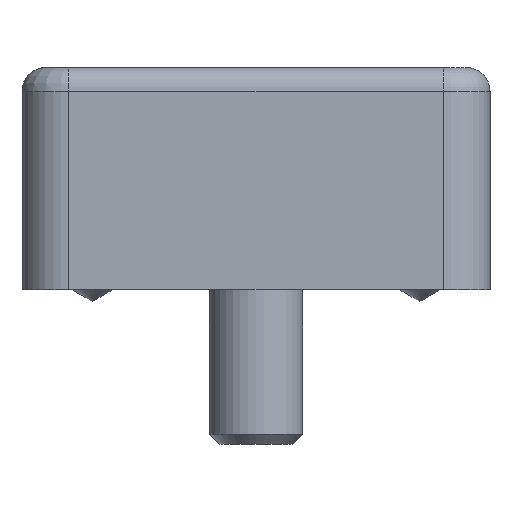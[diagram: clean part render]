
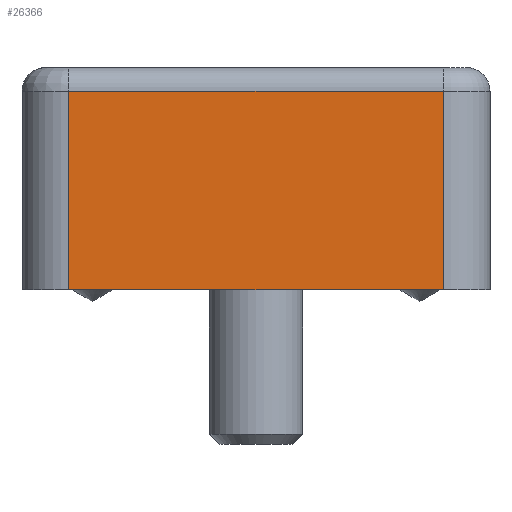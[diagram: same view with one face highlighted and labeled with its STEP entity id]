
A CAD part, front view. The second image highlights one B-rep face of the part: STEP entity #26366.
In plain terms, the highlighted face is planar.
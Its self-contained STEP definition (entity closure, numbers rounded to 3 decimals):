
#22065 = PLANE('',#22066);
#22066 = AXIS2_PLACEMENT_3D('',#22067,#22068,#22069);
#22067 = CARTESIAN_POINT('',(-44.5,0.,8.));
#22068 = DIRECTION('',(0.,1.,0.));
#22069 = DIRECTION('',(0.,-0.,1.));
#22093 = CYLINDRICAL_SURFACE('',#22094,2.);
#22094 = AXIS2_PLACEMENT_3D('',#22095,#22096,#22097);
#22095 = CARTESIAN_POINT('',(-44.5,9.5,-8.));
#22096 = DIRECTION('',(0.,-1.,0.));
#22097 = DIRECTION('',(0.,0.,-1.));
#22787 = CYLINDRICAL_SURFACE('',#22788,1.);
#22788 = AXIS2_PLACEMENT_3D('',#22789,#22790,#22791);
#22789 = CARTESIAN_POINT('',(-45.5,8.5,8.));
#22790 = DIRECTION('',(0.,0.,-1.));
#22791 = DIRECTION('',(-1.,0.,0.));
#26366 = ADVANCED_FACE('',(#26367),#26381,.F.);
#26367 = FACE_BOUND('',#26368,.T.);
#26368 = EDGE_LOOP('',(#26369,#26404,#26427,#26450));
#26369 = ORIENTED_EDGE('',*,*,#26370,.F.);
#26370 = EDGE_CURVE('',#26371,#26373,#26375,.T.);
#26371 = VERTEX_POINT('',#26372);
#26372 = CARTESIAN_POINT('',(-46.5,8.5,8.));
#26373 = VERTEX_POINT('',#26374);
#26374 = CARTESIAN_POINT('',(-46.5,0.,8.));
#26375 = SURFACE_CURVE('',#26376,(#26380,#26392),.PCURVE_S1.);
#26376 = LINE('',#26377,#26378);
#26377 = CARTESIAN_POINT('',(-46.5,9.5,8.));
#26378 = VECTOR('',#26379,1.);
#26379 = DIRECTION('',(0.,-1.,0.));
#26380 = PCURVE('',#26381,#26386);
#26381 = PLANE('',#26382);
#26382 = AXIS2_PLACEMENT_3D('',#26383,#26384,#26385);
#26383 = CARTESIAN_POINT('',(-46.5,9.5,-8.));
#26384 = DIRECTION('',(1.,0.,0.));
#26385 = DIRECTION('',(0.,0.,-1.));
#26386 = DEFINITIONAL_REPRESENTATION('',(#26387),#26391);
#26387 = LINE('',#26388,#26389);
#26388 = CARTESIAN_POINT('',(-16.,0.));
#26389 = VECTOR('',#26390,1.);
#26390 = DIRECTION('',(0.,-1.));
#26391 = ( GEOMETRIC_REPRESENTATION_CONTEXT(2) 
PARAMETRIC_REPRESENTATION_CONTEXT() REPRESENTATION_CONTEXT('2D SPACE',''
  ) );
#26392 = PCURVE('',#26393,#26398);
#26393 = CYLINDRICAL_SURFACE('',#26394,2.);
#26394 = AXIS2_PLACEMENT_3D('',#26395,#26396,#26397);
#26395 = CARTESIAN_POINT('',(-44.5,9.5,8.));
#26396 = DIRECTION('',(0.,-1.,0.));
#26397 = DIRECTION('',(0.,0.,-1.));
#26398 = DEFINITIONAL_REPRESENTATION('',(#26399),#26403);
#26399 = LINE('',#26400,#26401);
#26400 = CARTESIAN_POINT('',(4.712,0.));
#26401 = VECTOR('',#26402,1.);
#26402 = DIRECTION('',(0.,1.));
#26403 = ( GEOMETRIC_REPRESENTATION_CONTEXT(2) 
PARAMETRIC_REPRESENTATION_CONTEXT() REPRESENTATION_CONTEXT('2D SPACE',''
  ) );
#26404 = ORIENTED_EDGE('',*,*,#26405,.F.);
#26405 = EDGE_CURVE('',#26406,#26371,#26408,.T.);
#26406 = VERTEX_POINT('',#26407);
#26407 = CARTESIAN_POINT('',(-46.5,8.5,-8.));
#26408 = SURFACE_CURVE('',#26409,(#26413,#26420),.PCURVE_S1.);
#26409 = LINE('',#26410,#26411);
#26410 = CARTESIAN_POINT('',(-46.5,8.5,-8.));
#26411 = VECTOR('',#26412,1.);
#26412 = DIRECTION('',(0.,0.,1.));
#26413 = PCURVE('',#26381,#26414);
#26414 = DEFINITIONAL_REPRESENTATION('',(#26415),#26419);
#26415 = LINE('',#26416,#26417);
#26416 = CARTESIAN_POINT('',(0.,-1.));
#26417 = VECTOR('',#26418,1.);
#26418 = DIRECTION('',(-1.,0.));
#26419 = ( GEOMETRIC_REPRESENTATION_CONTEXT(2) 
PARAMETRIC_REPRESENTATION_CONTEXT() REPRESENTATION_CONTEXT('2D SPACE',''
  ) );
#26420 = PCURVE('',#22787,#26421);
#26421 = DEFINITIONAL_REPRESENTATION('',(#26422),#26426);
#26422 = LINE('',#26423,#26424);
#26423 = CARTESIAN_POINT('',(0.,16.));
#26424 = VECTOR('',#26425,1.);
#26425 = DIRECTION('',(0.,-1.));
#26426 = ( GEOMETRIC_REPRESENTATION_CONTEXT(2) 
PARAMETRIC_REPRESENTATION_CONTEXT() REPRESENTATION_CONTEXT('2D SPACE',''
  ) );
#26427 = ORIENTED_EDGE('',*,*,#26428,.T.);
#26428 = EDGE_CURVE('',#26406,#26429,#26431,.T.);
#26429 = VERTEX_POINT('',#26430);
#26430 = CARTESIAN_POINT('',(-46.5,0.,-8.));
#26431 = SURFACE_CURVE('',#26432,(#26436,#26443),.PCURVE_S1.);
#26432 = LINE('',#26433,#26434);
#26433 = CARTESIAN_POINT('',(-46.5,9.5,-8.));
#26434 = VECTOR('',#26435,1.);
#26435 = DIRECTION('',(0.,-1.,0.));
#26436 = PCURVE('',#26381,#26437);
#26437 = DEFINITIONAL_REPRESENTATION('',(#26438),#26442);
#26438 = LINE('',#26439,#26440);
#26439 = CARTESIAN_POINT('',(0.,0.));
#26440 = VECTOR('',#26441,1.);
#26441 = DIRECTION('',(0.,-1.));
#26442 = ( GEOMETRIC_REPRESENTATION_CONTEXT(2) 
PARAMETRIC_REPRESENTATION_CONTEXT() REPRESENTATION_CONTEXT('2D SPACE',''
  ) );
#26443 = PCURVE('',#22093,#26444);
#26444 = DEFINITIONAL_REPRESENTATION('',(#26445),#26449);
#26445 = LINE('',#26446,#26447);
#26446 = CARTESIAN_POINT('',(4.712,0.));
#26447 = VECTOR('',#26448,1.);
#26448 = DIRECTION('',(0.,1.));
#26449 = ( GEOMETRIC_REPRESENTATION_CONTEXT(2) 
PARAMETRIC_REPRESENTATION_CONTEXT() REPRESENTATION_CONTEXT('2D SPACE',''
  ) );
#26450 = ORIENTED_EDGE('',*,*,#26451,.T.);
#26451 = EDGE_CURVE('',#26429,#26373,#26452,.T.);
#26452 = SURFACE_CURVE('',#26453,(#26457,#26464),.PCURVE_S1.);
#26453 = LINE('',#26454,#26455);
#26454 = CARTESIAN_POINT('',(-46.5,0.,-8.));
#26455 = VECTOR('',#26456,1.);
#26456 = DIRECTION('',(0.,0.,1.));
#26457 = PCURVE('',#26381,#26458);
#26458 = DEFINITIONAL_REPRESENTATION('',(#26459),#26463);
#26459 = LINE('',#26460,#26461);
#26460 = CARTESIAN_POINT('',(0.,-9.5));
#26461 = VECTOR('',#26462,1.);
#26462 = DIRECTION('',(-1.,0.));
#26463 = ( GEOMETRIC_REPRESENTATION_CONTEXT(2) 
PARAMETRIC_REPRESENTATION_CONTEXT() REPRESENTATION_CONTEXT('2D SPACE',''
  ) );
#26464 = PCURVE('',#22065,#26465);
#26465 = DEFINITIONAL_REPRESENTATION('',(#26466),#26470);
#26466 = LINE('',#26467,#26468);
#26467 = CARTESIAN_POINT('',(-16.,-2.));
#26468 = VECTOR('',#26469,1.);
#26469 = DIRECTION('',(1.,0.));
#26470 = ( GEOMETRIC_REPRESENTATION_CONTEXT(2) 
PARAMETRIC_REPRESENTATION_CONTEXT() REPRESENTATION_CONTEXT('2D SPACE',''
  ) );
